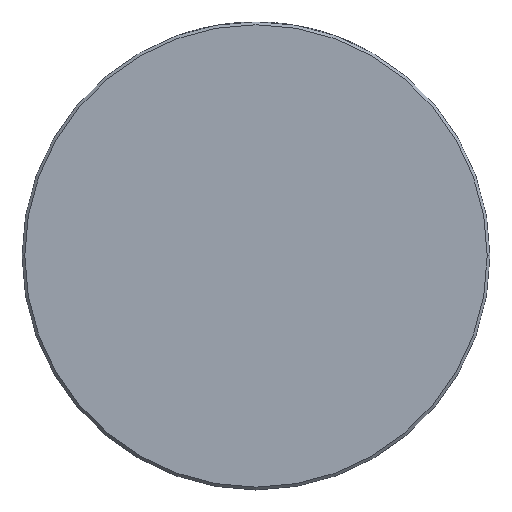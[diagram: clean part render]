
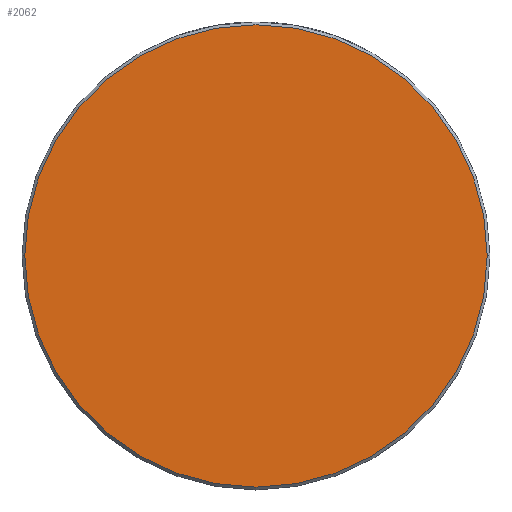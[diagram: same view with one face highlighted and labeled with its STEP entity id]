
A CAD part, top view. The second image highlights one B-rep face of the part: STEP entity #2062.
In plain terms, the highlighted planar face has unit normal (0, 0, 1).
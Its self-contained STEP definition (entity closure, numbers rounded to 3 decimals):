
#877 = CARTESIAN_POINT ( 'NONE',  ( 0., -65.084, 2.5 ) ) ;
#878 = PLANE ( 'NONE',  #1098 ) ;
#1010 = DIRECTION ( 'NONE',  ( 1., 0., 0. ) ) ;
#1063 = DIRECTION ( 'NONE',  ( 0., 0., 1. ) ) ;
#1077 = FACE_OUTER_BOUND ( 'NONE', #2131, .T. ) ;
#1098 = AXIS2_PLACEMENT_3D ( 'NONE', #877, #1063, #1010 ) ;
#1128 = CIRCLE ( 'NONE', #1146, 25.1 ) ;
#1137 = CARTESIAN_POINT ( 'NONE',  ( 0., 0., 2.5 ) ) ;
#1146 = AXIS2_PLACEMENT_3D ( 'NONE', #1137, #1282, #1281 ) ;
#1281 = DIRECTION ( 'NONE',  ( 1., 0., 0. ) ) ;
#1282 = DIRECTION ( 'NONE',  ( 0., 0., 1. ) ) ;
#1699 = EDGE_CURVE ( 'NONE', #1749, #1721, #2355, .T. ) ;
#1721 = VERTEX_POINT ( 'NONE', #2500 ) ;
#1749 = VERTEX_POINT ( 'NONE', #2559 ) ;
#2062 = ADVANCED_FACE ( 'NONE', ( #1077 ), #878, .T. ) ;
#2064 = ORIENTED_EDGE ( 'NONE', *, *, #2219, .T. ) ;
#2131 = EDGE_LOOP ( 'NONE', ( #2064, #2222 ) ) ;
#2219 = EDGE_CURVE ( 'NONE', #1721, #1749, #1128, .T. ) ;
#2222 = ORIENTED_EDGE ( 'NONE', *, *, #1699, .T. ) ;
#2337 = DIRECTION ( 'NONE',  ( 1., 0., 0. ) ) ;
#2345 = AXIS2_PLACEMENT_3D ( 'NONE', #2351, #2346, #2337 ) ;
#2346 = DIRECTION ( 'NONE',  ( 0., 0., 1. ) ) ;
#2351 = CARTESIAN_POINT ( 'NONE',  ( 0., 0., 2.5 ) ) ;
#2355 = CIRCLE ( 'NONE', #2345, 25.1 ) ;
#2500 = CARTESIAN_POINT ( 'NONE',  ( -25.1, 0., 2.5 ) ) ;
#2559 = CARTESIAN_POINT ( 'NONE',  ( 25.1, 0., 2.5 ) ) ;
